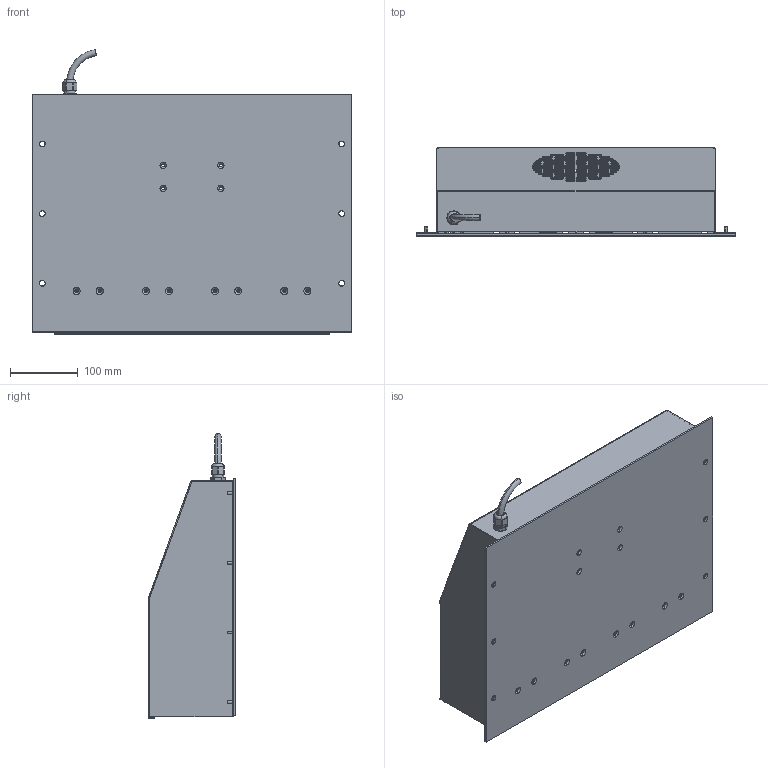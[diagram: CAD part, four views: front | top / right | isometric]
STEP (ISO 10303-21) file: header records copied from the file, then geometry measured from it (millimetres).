
FILE_DESCRIPTION (( 'STEP AP214' ), '1' );
FILE_NAME ('GH4000_AL.STEP', '2015-08-06T09:59:27', ( 'install' ), ( 'Microsoft' ), 'SwSTEP 2.0', 'SolidWorks 2015', '' );
FILE_SCHEMA (( 'AUTOMOTIVE_DESIGN' ));
Length unit declared in the file: millimetre
Products named in the file (10): Smarty; Kondensator_MK205J40RL; INT40.0285_A2_GH-Lüfterbef.Edelstahl; INT40.0126_A3_KKGH; GH4-Deckel; INT40.0304_A1_GH4-Bodenblech; GH4000_AL; Kabelstück Durch.9mm; SkintopM16x1,5; MuM4_Mutter M4
Assembly tree (13 placements, depth 2):
  GH4000_AL
    INT40.0304_A1_GH4-Bodenblech
    GH4-Deckel
    INT40.0126_A3_KKGH  x4
    INT40.0285_A2_GH-Lüfterbef.Edelstahl
    Kondensator_MK205J40RL
    Smarty
    MuM4_Mutter M4  x2
    SkintopM16x1,5
    Kabelstück Durch.9mm
Bounding box: 471 x 129.5 x 419.52 mm (x, y, z)
Volume: 3620304.8 mm3; surface area: 1773880.7 mm2
Topology: 13 solids, 13 shells, 1394 faces, 3903 edges, 2548 vertices
Faces by surface type: plane 692, cylinder 627, cone 64, torus 6, bspline 5
Entity records: 27345 total; most frequent: CARTESIAN_POINT 4899, DIRECTION 4625, ORIENTED_EDGE 4402, EDGE_CURVE 2201, AXIS2_PLACEMENT_3D 1629, VERTEX_POINT 1425, VECTOR 1367, LINE 1367
